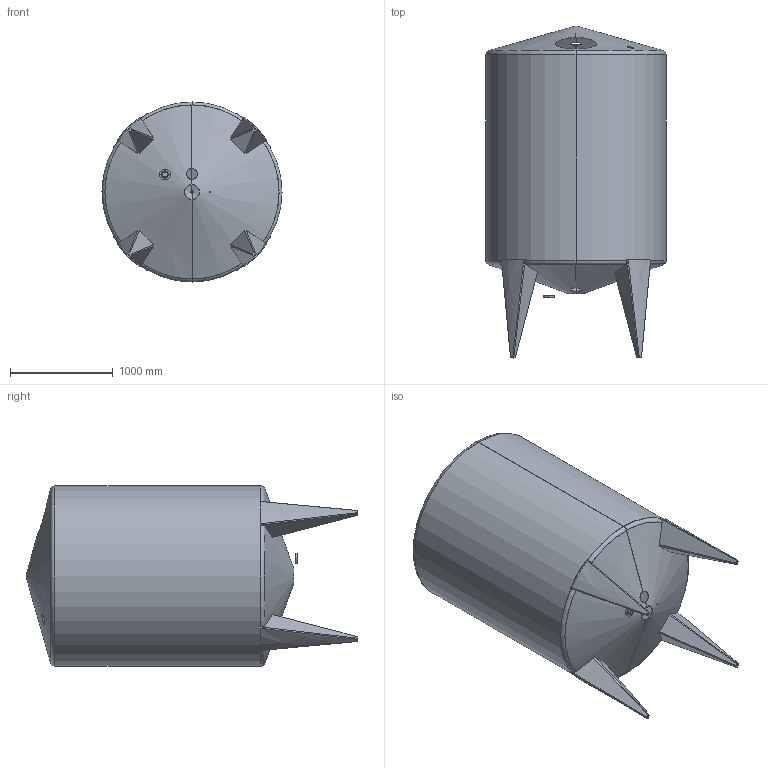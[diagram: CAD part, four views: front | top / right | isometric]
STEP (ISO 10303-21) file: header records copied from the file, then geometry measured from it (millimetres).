
FILE_DESCRIPTION (( 'STEP AP214' ), '1' );
FILE_NAME ('130531-Tank.STEP', '2013-06-03T14:38:59', ( 'CAD' ), ( 'Microsoft' ), 'SwSTEP 2.0', 'SolidWorks 2013', '' );
FILE_SCHEMA (( 'AUTOMOTIVE_DESIGN' ));
Length unit declared in the file: millimetre
Products named in the file (4): 130531-Tank; Flansch_neu; Bein; 130531-Zylinder
Assembly tree (6 placements, depth 2):
  130531-Tank
    130531-Zylinder
    Bein  x4
    Flansch_neu
Bounding box: 1750 x 3224.06 x 1750 mm (x, y, z)
Volume: 143684404.9 mm3; surface area: 34655406.8 mm2
Topology: 6 solids, 6 shells, 137 faces, 340 edges, 202 vertices
Faces by surface type: bspline 56, cylinder 34, cone 26, plane 13, torus 8
Entity records: 8327 total; most frequent: CARTESIAN_POINT 6203, ORIENTED_EDGE 414, DIRECTION 372, EDGE_CURVE 207, AXIS2_PLACEMENT_3D 150, VERTEX_POINT 127, EDGE_LOOP 102, FACE_OUTER_BOUND 86
